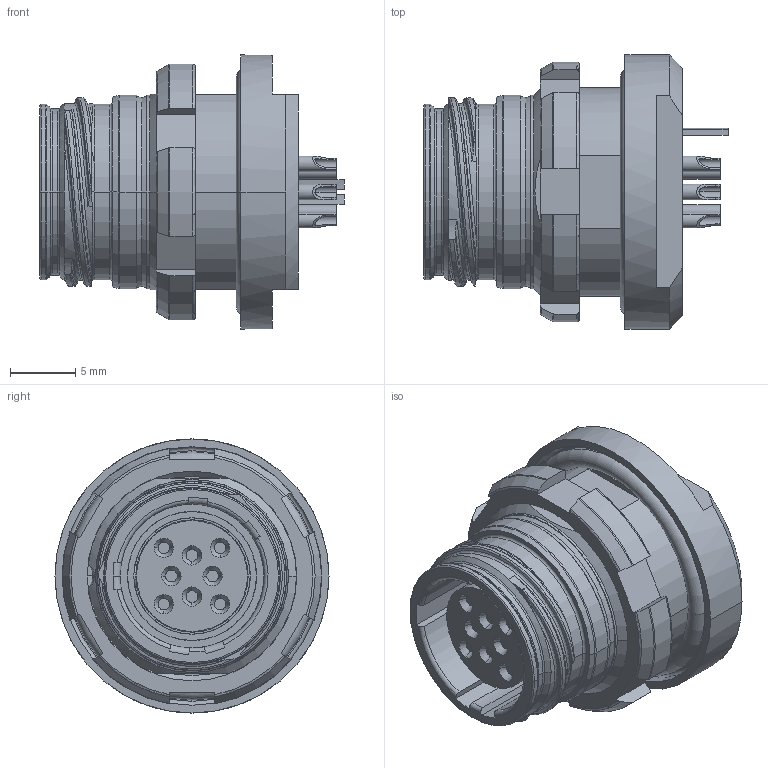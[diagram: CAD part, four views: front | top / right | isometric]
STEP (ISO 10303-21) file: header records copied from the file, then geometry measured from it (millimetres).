
FILE_DESCRIPTION((''),'2;1');
FILE_NAME('ASM0001_ASM','2021-04-09T12:30:42',('FHeitzinger'),(''),'CREO PARAMETRIC BY PTC INC, 2018300','CREO PARAMETRIC BY PTC INC, 2018300','');
FILE_SCHEMA(('AP242_MANAGED_MODEL_BASED_3D_ENGINEERING_MIM_LF { 1 0 10303 442 1 1 4 }'));
Length unit declared in the file: millimetre
Products named in the file (3): 00146377_SW0001; 00141237; ASM0001_ASM
Assembly tree (2 placements, depth 2):
  ASM0001_ASM
    00146377_SW0001
    00141237
Bounding box: 23.3 x 21 x 21 mm (x, y, z)
Volume: 3826.2 mm3; surface area: 3731.7 mm2
Topology: 3 solids, 3 shells, 422 faces, 1085 edges, 678 vertices
Faces by surface type: plane 150, cylinder 104, cone 83, torus 60, bspline 24, sphere 1
Entity records: 22157 total; most frequent: CARTESIAN_POINT 8926, ORIENTED_EDGE 2138, DIRECTION 2056, EDGE_CURVE 1069, AXIS2_PLACEMENT_3D 825, VERTEX_POINT 678, PRESENTATION_STYLE_ASSIGNMENT 513, STYLED_ITEM 513
